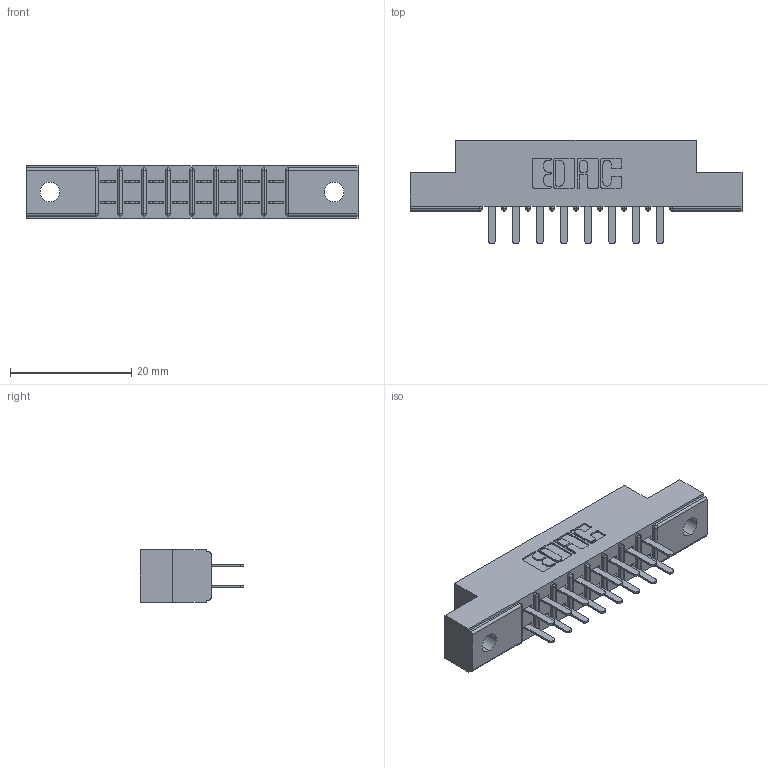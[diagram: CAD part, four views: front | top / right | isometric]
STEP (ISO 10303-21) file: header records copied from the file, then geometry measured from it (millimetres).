
FILE_DESCRIPTION (( 'STEP AP203' ), '1' );
FILE_NAME ('355-016-520-502.STEP', '2019-09-11T01:56:42', ( '' ), ( '' ), 'SwSTEP 2.0', 'SolidWorks 2016', '' );
FILE_SCHEMA (( 'CONFIG_CONTROL_DESIGN' ));
Length unit declared in the file: inch
Products named in the file (3): 305 Part_.128 Dia; 305-290-001_520; 355-016-520-502
Assembly tree (17 placements, depth 2):
  355-016-520-502
    305 Part_.128 Dia
    305-290-001_520  x16
Bounding box: 54.71 x 17.09 x 8.71 mm (x, y, z)
Volume: 3295.8 mm3; surface area: 5433.4 mm2
Topology: 17 solids, 17 shells, 852 faces, 2420 edges, 1568 vertices
Faces by surface type: plane 500, cylinder 320, sphere 32
Entity records: 12683 total; most frequent: CARTESIAN_POINT 2098, ORIENTED_EDGE 2076, DIRECTION 2056, EDGE_CURVE 1038, LINE 804, VECTOR 804, VERTEX_POINT 668, AXIS2_PLACEMENT_3D 626
